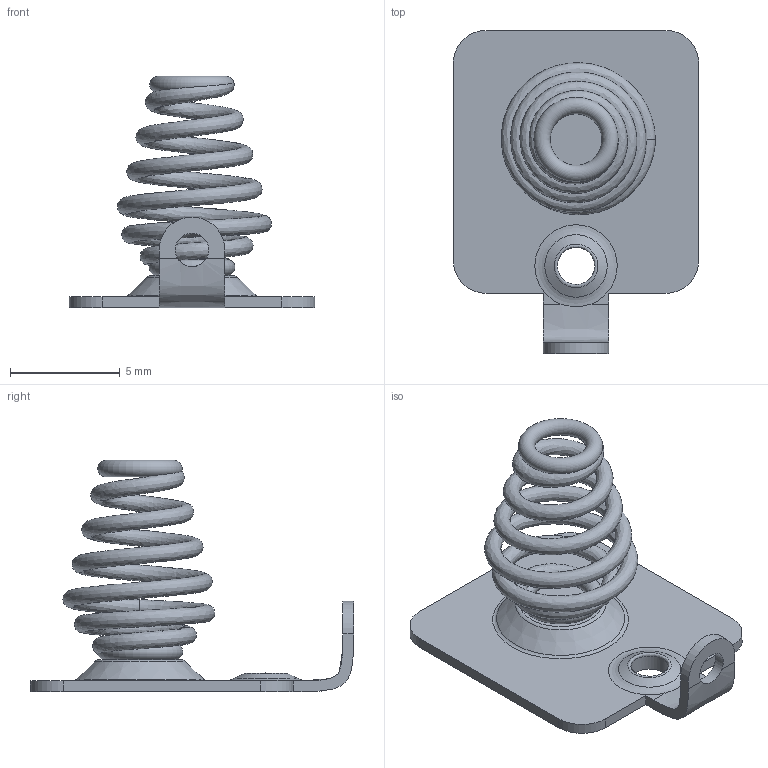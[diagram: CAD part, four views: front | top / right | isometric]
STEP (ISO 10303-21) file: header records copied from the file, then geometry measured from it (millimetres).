
FILE_DESCRIPTION(/* description */ (''),/* implementation_level */ '2;1');
FILE_NAME(/* name */ 'keystone_anode_5201_bend.step',/* time_stamp */ '2025-10-09T00:52:37+02:00',/* author */ (''),/* organization */ (''),/* preprocessor_version */ 'ST-DEVELOPER v20.1',/* originating_system */ 'Autodesk Translation Framework v14.17.0.0',/* authorisation */ '');
FILE_SCHEMA (('AUTOMOTIVE_DESIGN { 1 0 10303 214 3 1 1 }'));
Length unit declared in the file: millimetre
Products named in the file (3): keystone_anode_5201_bend; keystone_cathode_5201_bend v5; keystone_cathode_5223
Assembly tree (2 placements, depth 3):
  keystone_anode_5201_bend
    keystone_cathode_5201_bend v5
      keystone_cathode_5223
Bounding box: 11.2 x 14.74 x 10.55 mm (x, y, z)
Volume: 124.3 mm3; surface area: 588.9 mm2
Topology: 3 solids, 3 shells, 38 faces, 103 edges, 67 vertices
Faces by surface type: plane 16, cylinder 7, torus 7, bspline 5, cone 3
Full cylindrical faces by diameter (mm): 1.52 x1, 1.7 x1
Entity records: 2313 total; most frequent: CARTESIAN_POINT 1263, DIRECTION 214, ORIENTED_EDGE 206, EDGE_CURVE 103, AXIS2_PLACEMENT_3D 86, VERTEX_POINT 67, CIRCLE 48, EDGE_LOOP 42
